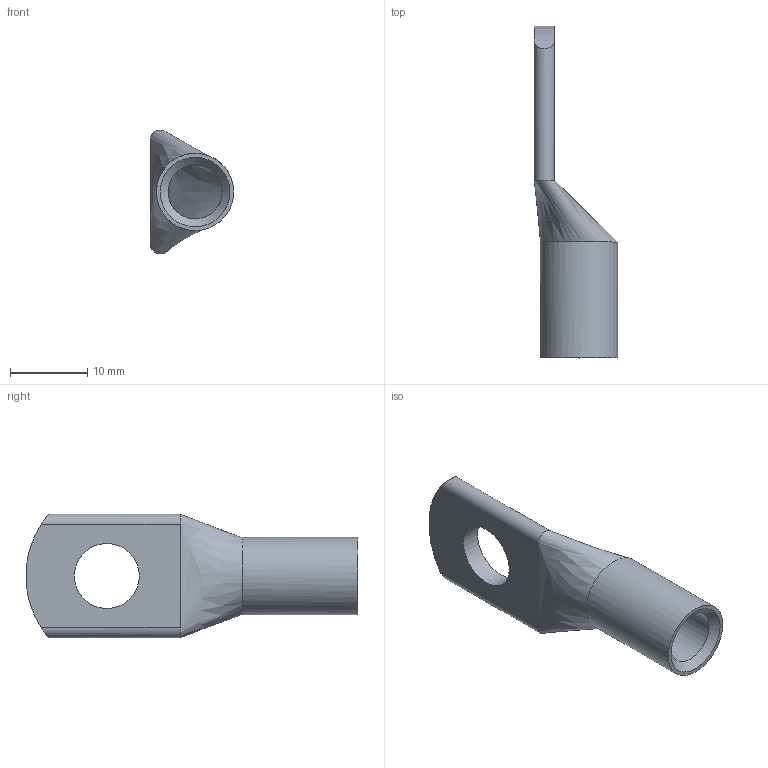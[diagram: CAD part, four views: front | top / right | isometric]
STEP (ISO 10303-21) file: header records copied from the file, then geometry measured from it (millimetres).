
FILE_DESCRIPTION(/* description */ ('Unknown'),/* implementation_level */ '2;1');
FILE_NAME(/* name */ '5580825',/* time_stamp */ '2020-03-11T11:04:14+01:00',/* author */ ('Unknown'),/* organization */ ('Unknown'),/* preprocessor_version */ 'ST-DEVELOPER v16.7',/* originating_system */ 'DEX',/* authorisation */ $);
FILE_SCHEMA (('AUTOMOTIVE_DESIGN {1 0 10303 214 3 1 1}'));
Length unit declared in the file: millimetre
Products named in the file (1): 5580825
Bounding box: 10.8 x 42.96 x 16 mm (x, y, z)
Volume: 1530.6 mm3; surface area: 1996.3 mm2
Topology: 1 solids, 1 shells, 13 faces, 38 edges, 28 vertices
Faces by surface type: cylinder 6, plane 4, bspline 2, cone 1
Full cylindrical faces by diameter (mm): 7 x1, 8.4 x1, 10 x1
Entity records: 876 total; most frequent: CARTESIAN_POINT 538, DIRECTION 60, ORIENTED_EDGE 58, EDGE_CURVE 29, AXIS2_PLACEMENT_3D 27, VERTEX_POINT 25, EDGE_LOOP 22, FACE_BOUND 22
